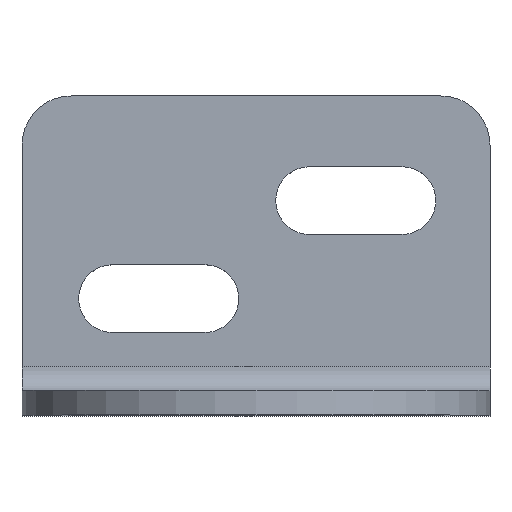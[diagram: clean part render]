
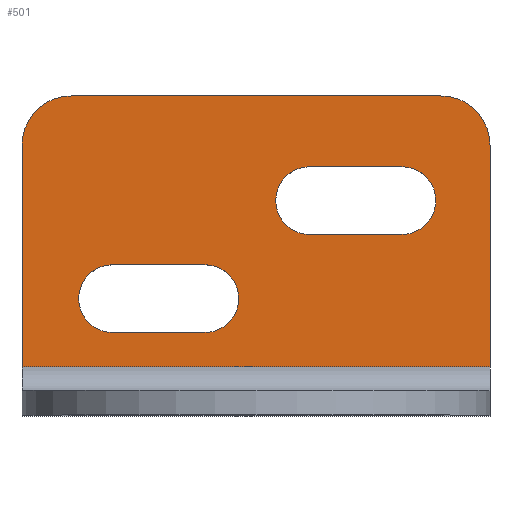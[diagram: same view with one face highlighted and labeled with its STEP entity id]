
A CAD part, top view. The second image highlights one B-rep face of the part: STEP entity #501.
In plain terms, the highlighted planar face has unit normal (0, 0, 1).
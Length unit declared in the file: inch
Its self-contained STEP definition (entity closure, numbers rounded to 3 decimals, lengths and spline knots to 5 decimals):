
#19=FACE_BOUND('',#89,.T.);
#20=FACE_BOUND('',#90,.T.);
#32=PLANE('',#549);
#56=FACE_OUTER_BOUND('',#88,.T.);
#88=EDGE_LOOP('',(#422,#423,#424,#425,#426,#427));
#89=EDGE_LOOP('',(#428,#429,#430,#431));
#90=EDGE_LOOP('',(#432,#433,#434,#435));
#125=LINE('',#796,#173);
#126=LINE('',#799,#174);
#131=LINE('',#808,#179);
#137=LINE('',#829,#185);
#138=LINE('',#832,#186);
#139=LINE('',#835,#187);
#140=LINE('',#837,#188);
#141=LINE('',#840,#189);
#173=VECTOR('',#648,1.49606);
#174=VECTOR('',#651,0.70866);
#179=VECTOR('',#658,0.70866);
#185=VECTOR('',#678,1.1811);
#186=VECTOR('',#681,0.29528);
#187=VECTOR('',#684,0.29528);
#188=VECTOR('',#685,0.29528);
#189=VECTOR('',#688,0.29528);
#197=CIRCLE('',#515,0.10827);
#199=CIRCLE('',#518,0.10827);
#214=CIRCLE('',#550,0.15748);
#215=CIRCLE('',#551,0.15748);
#216=CIRCLE('',#552,0.10827);
#217=CIRCLE('',#553,0.10827);
#220=VERTEX_POINT('',#718);
#221=VERTEX_POINT('',#720);
#224=VERTEX_POINT('',#727);
#225=VERTEX_POINT('',#729);
#242=VERTEX_POINT('',#782);
#244=VERTEX_POINT('',#788);
#246=VERTEX_POINT('',#798);
#249=VERTEX_POINT('',#806);
#256=VERTEX_POINT('',#826);
#257=VERTEX_POINT('',#828);
#258=VERTEX_POINT('',#831);
#259=VERTEX_POINT('',#833);
#260=VERTEX_POINT('',#836);
#261=VERTEX_POINT('',#838);
#264=EDGE_CURVE('',#220,#221,#197,.T.);
#268=EDGE_CURVE('',#224,#225,#199,.T.);
#301=EDGE_CURVE('',#242,#244,#125,.T.);
#302=EDGE_CURVE('',#246,#244,#126,.T.);
#307=EDGE_CURVE('',#242,#249,#131,.T.);
#317=EDGE_CURVE('',#249,#256,#214,.T.);
#318=EDGE_CURVE('',#256,#257,#137,.T.);
#319=EDGE_CURVE('',#257,#246,#215,.T.);
#320=EDGE_CURVE('',#258,#224,#138,.T.);
#321=EDGE_CURVE('',#259,#258,#216,.T.);
#322=EDGE_CURVE('',#225,#259,#139,.T.);
#323=EDGE_CURVE('',#260,#220,#140,.T.);
#324=EDGE_CURVE('',#261,#260,#217,.T.);
#325=EDGE_CURVE('',#221,#261,#141,.T.);
#422=ORIENTED_EDGE('',*,*,#307,.T.);
#423=ORIENTED_EDGE('',*,*,#317,.T.);
#424=ORIENTED_EDGE('',*,*,#318,.T.);
#425=ORIENTED_EDGE('',*,*,#319,.T.);
#426=ORIENTED_EDGE('',*,*,#302,.T.);
#427=ORIENTED_EDGE('',*,*,#301,.F.);
#428=ORIENTED_EDGE('',*,*,#320,.F.);
#429=ORIENTED_EDGE('',*,*,#321,.F.);
#430=ORIENTED_EDGE('',*,*,#322,.F.);
#431=ORIENTED_EDGE('',*,*,#268,.F.);
#432=ORIENTED_EDGE('',*,*,#323,.F.);
#433=ORIENTED_EDGE('',*,*,#324,.F.);
#434=ORIENTED_EDGE('',*,*,#325,.F.);
#435=ORIENTED_EDGE('',*,*,#264,.F.);
#501=ADVANCED_FACE('',(#56,#19,#20),#32,.F.);
#515=AXIS2_PLACEMENT_3D('',#721,#570,#571);
#518=AXIS2_PLACEMENT_3D('',#730,#578,#579);
#549=AXIS2_PLACEMENT_3D('',#825,#674,#675);
#550=AXIS2_PLACEMENT_3D('',#827,#676,#677);
#551=AXIS2_PLACEMENT_3D('',#830,#679,#680);
#552=AXIS2_PLACEMENT_3D('',#834,#682,#683);
#553=AXIS2_PLACEMENT_3D('',#839,#686,#687);
#570=DIRECTION('center_axis',(0.,0.,1.));
#571=DIRECTION('ref_axis',(-1.,0.,0.));
#578=DIRECTION('center_axis',(0.,0.,1.));
#579=DIRECTION('ref_axis',(-1.,0.,0.));
#648=DIRECTION('',(-1.,0.,0.));
#651=DIRECTION('',(0.,-1.,0.));
#658=DIRECTION('',(0.,1.,0.));
#674=DIRECTION('center_axis',(0.,0.,-1.));
#675=DIRECTION('ref_axis',(-1.,0.,0.));
#676=DIRECTION('center_axis',(0.,0.,1.));
#677=DIRECTION('ref_axis',(-1.,0.,0.));
#678=DIRECTION('',(-1.,0.,0.));
#679=DIRECTION('center_axis',(0.,0.,1.));
#680=DIRECTION('ref_axis',(-1.,0.,0.));
#681=DIRECTION('',(1.,0.,0.));
#682=DIRECTION('center_axis',(0.,0.,1.));
#683=DIRECTION('ref_axis',(1.,0.,0.));
#684=DIRECTION('',(-1.,0.,0.));
#685=DIRECTION('',(1.,0.,0.));
#686=DIRECTION('center_axis',(0.,0.,1.));
#687=DIRECTION('ref_axis',(1.,0.,0.));
#688=DIRECTION('',(-1.,0.,0.));
#718=CARTESIAN_POINT('',(0.46654,0.58071,-1.65157));
#720=CARTESIAN_POINT('',(0.46654,0.79724,-1.65157));
#721=CARTESIAN_POINT('Origin',(0.46654,0.68898,-1.65157));
#727=CARTESIAN_POINT('',(-0.16339,0.26732,-1.65157));
#729=CARTESIAN_POINT('',(-0.16339,0.48386,-1.65157));
#730=CARTESIAN_POINT('Origin',(-0.16339,0.37559,-1.65157));
#782=CARTESIAN_POINT('',(0.74803,0.15748,-1.65157));
#788=CARTESIAN_POINT('',(-0.74803,0.15748,-1.65157));
#796=CARTESIAN_POINT('',(0.74803,0.15748,-1.65157));
#798=CARTESIAN_POINT('',(-0.74803,0.86614,-1.65157));
#799=CARTESIAN_POINT('',(-0.74803,0.86614,-1.65157));
#806=CARTESIAN_POINT('',(0.74803,0.86614,-1.65157));
#808=CARTESIAN_POINT('',(0.74803,0.15748,-1.65157));
#825=CARTESIAN_POINT('Origin',(-0.74803,0.07874,-1.65157));
#826=CARTESIAN_POINT('',(0.59055,1.02362,-1.65157));
#827=CARTESIAN_POINT('Origin',(0.59055,0.86614,-1.65157));
#828=CARTESIAN_POINT('',(-0.59055,1.02362,-1.65157));
#829=CARTESIAN_POINT('',(0.59055,1.02362,-1.65157));
#830=CARTESIAN_POINT('Origin',(-0.59055,0.86614,-1.65157));
#831=CARTESIAN_POINT('',(-0.45866,0.26732,-1.65157));
#832=CARTESIAN_POINT('',(-0.45866,0.26732,-1.65157));
#833=CARTESIAN_POINT('',(-0.45866,0.48386,-1.65157));
#834=CARTESIAN_POINT('Origin',(-0.45866,0.37559,-1.65157));
#835=CARTESIAN_POINT('',(-0.16339,0.48386,-1.65157));
#836=CARTESIAN_POINT('',(0.17126,0.58071,-1.65157));
#837=CARTESIAN_POINT('',(0.17126,0.58071,-1.65157));
#838=CARTESIAN_POINT('',(0.17126,0.79724,-1.65157));
#839=CARTESIAN_POINT('Origin',(0.17126,0.68898,-1.65157));
#840=CARTESIAN_POINT('',(0.46654,0.79724,-1.65157));
